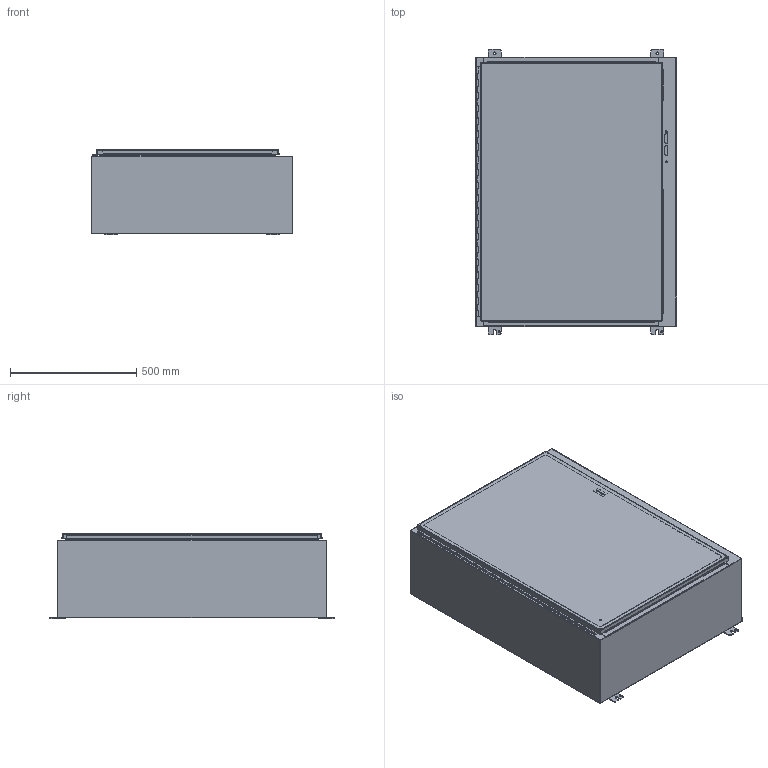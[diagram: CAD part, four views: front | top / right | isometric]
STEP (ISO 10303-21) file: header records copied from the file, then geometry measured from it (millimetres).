
FILE_DESCRIPTION(/* description */ ('SSN4X_A BACK AND SIDES, 316 S.S., (42X31X10)'),/* implementation_level */ '2;1');
FILE_NAME(/* name */ 'SSN4X423112A.stp',/* time_stamp */ '2016-10-13T21:27:26+06:00',/* author */ ('vdas'),/* organization */ (''),/* preprocessor_version */ 'ST-DEVELOPER v16.1',/* originating_system */ 'Autodesk Inventor 2016',/* authorisation */ '');
FILE_SCHEMA (('AUTOMOTIVE_DESIGN { 1 0 10303 214 3 1 1 }'));
Length unit declared in the file: inch
Products named in the file (16): SSN4X423112ABLR; 38859; 34839; SSN4X4231ALID; HFW3883; HFW3093; 349129; 38846; SSN4X3112ATOP; SSN4X3112ABTM; 32874-42T; 32874-42L; 32874-42P; 32874-42; SSN4X4231AFIP; SSN4X423112A
Assembly tree (25 placements, depth 3):
  SSN4X423112A
    SSN4X423112ABLR
    38859  x6
    34839  x4
    SSN4X4231ALID
    HFW3883  x2
    HFW3093
    349129  x2
    38846
    SSN4X3112ATOP
    SSN4X3112ABTM
    32874-42
      32874-42T
      32874-42L
      32874-42P
    SSN4X4231AFIP
Bounding box: 796.92 x 1130.3 x 337.85 mm (x, y, z)
Volume: 6196595.9 mm3; surface area: 6378749.8 mm2
Topology: 24 solids, 24 shells, 920 faces, 2398 edges, 1539 vertices
Faces by surface type: plane 569, cylinder 283, cone 28, torus 28, bspline 12
Full cylindrical faces by diameter (mm): 3.048 x1, 3.962 x2, 4.826 x2, 6.35 x1, 7.137 x2, 7.95 x4, 8.382 x12, 8.56 x3, 11.125 x4, 15.875 x6
Entity records: 26197 total; most frequent: CARTESIAN_POINT 4872, DIRECTION 4257, ORIENTED_EDGE 4224, EDGE_CURVE 2112, LINE 1527, VECTOR 1527, VERTEX_POINT 1368, AXIS2_PLACEMENT_3D 1365
